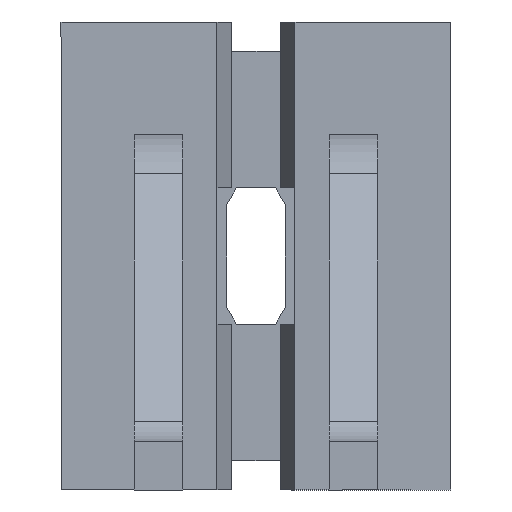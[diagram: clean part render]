
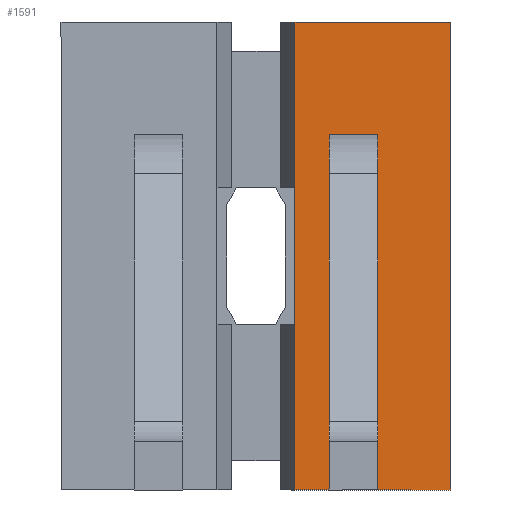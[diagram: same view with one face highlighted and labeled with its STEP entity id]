
A CAD part, front view. The second image highlights one B-rep face of the part: STEP entity #1591.
In plain terms, the highlighted face is planar.
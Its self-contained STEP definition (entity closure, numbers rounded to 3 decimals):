
#74 = VERTEX_POINT('',#75);
#75 = CARTESIAN_POINT('',(-0.508,3.048,-1.27));
#81 = EDGE_CURVE('',#74,#82,#84,.T.);
#82 = VERTEX_POINT('',#83);
#83 = CARTESIAN_POINT('',(-2.54,3.048,-1.27));
#84 = LINE('',#85,#86);
#85 = CARTESIAN_POINT('',(2.54,3.048,-1.27));
#86 = VECTOR('',#87,1.);
#87 = DIRECTION('',(-1.,0.,0.));
#804 = VERTEX_POINT('',#805);
#805 = CARTESIAN_POINT('',(-2.54,-3.048,-1.27));
#811 = EDGE_CURVE('',#804,#812,#814,.T.);
#812 = VERTEX_POINT('',#813);
#813 = CARTESIAN_POINT('',(-0.508,-3.048,-1.27));
#814 = LINE('',#815,#816);
#815 = CARTESIAN_POINT('',(-2.54,-3.048,-1.27));
#816 = VECTOR('',#817,1.);
#817 = DIRECTION('',(1.,0.,0.));
#1591 = ADVANCED_FACE('',(#1592,#1626,#1660),#1676,.F.);
#1592 = FACE_BOUND('',#1593,.T.);
#1593 = EDGE_LOOP('',(#1594,#1604,#1612,#1620));
#1594 = ORIENTED_EDGE('',*,*,#1595,.T.);
#1595 = EDGE_CURVE('',#1596,#1598,#1600,.T.);
#1596 = VERTEX_POINT('',#1597);
#1597 = CARTESIAN_POINT('',(-0.953,-0.953,-1.27));
#1598 = VERTEX_POINT('',#1599);
#1599 = CARTESIAN_POINT('',(-1.588,-0.953,-1.27));
#1600 = LINE('',#1601,#1602);
#1601 = CARTESIAN_POINT('',(-0.953,-0.953,-1.27));
#1602 = VECTOR('',#1603,1.);
#1603 = DIRECTION('',(-1.,0.,0.));
#1604 = ORIENTED_EDGE('',*,*,#1605,.T.);
#1605 = EDGE_CURVE('',#1598,#1606,#1608,.T.);
#1606 = VERTEX_POINT('',#1607);
#1607 = CARTESIAN_POINT('',(-1.588,-1.588,-1.27));
#1608 = LINE('',#1609,#1610);
#1609 = CARTESIAN_POINT('',(-1.588,-0.953,-1.27));
#1610 = VECTOR('',#1611,1.);
#1611 = DIRECTION('',(0.,-1.,0.));
#1612 = ORIENTED_EDGE('',*,*,#1613,.T.);
#1613 = EDGE_CURVE('',#1606,#1614,#1616,.T.);
#1614 = VERTEX_POINT('',#1615);
#1615 = CARTESIAN_POINT('',(-0.953,-1.588,-1.27));
#1616 = LINE('',#1617,#1618);
#1617 = CARTESIAN_POINT('',(-1.588,-1.588,-1.27));
#1618 = VECTOR('',#1619,1.);
#1619 = DIRECTION('',(1.,0.,0.));
#1620 = ORIENTED_EDGE('',*,*,#1621,.T.);
#1621 = EDGE_CURVE('',#1614,#1596,#1622,.T.);
#1622 = LINE('',#1623,#1624);
#1623 = CARTESIAN_POINT('',(-0.953,-1.588,-1.27));
#1624 = VECTOR('',#1625,1.);
#1625 = DIRECTION('',(0.,1.,0.));
#1626 = FACE_BOUND('',#1627,.T.);
#1627 = EDGE_LOOP('',(#1628,#1638,#1646,#1654));
#1628 = ORIENTED_EDGE('',*,*,#1629,.T.);
#1629 = EDGE_CURVE('',#1630,#1632,#1634,.T.);
#1630 = VERTEX_POINT('',#1631);
#1631 = CARTESIAN_POINT('',(-0.953,1.588,-1.27));
#1632 = VERTEX_POINT('',#1633);
#1633 = CARTESIAN_POINT('',(-1.588,1.588,-1.27));
#1634 = LINE('',#1635,#1636);
#1635 = CARTESIAN_POINT('',(-0.953,1.588,-1.27));
#1636 = VECTOR('',#1637,1.);
#1637 = DIRECTION('',(-1.,0.,0.));
#1638 = ORIENTED_EDGE('',*,*,#1639,.T.);
#1639 = EDGE_CURVE('',#1632,#1640,#1642,.T.);
#1640 = VERTEX_POINT('',#1641);
#1641 = CARTESIAN_POINT('',(-1.588,0.953,-1.27));
#1642 = LINE('',#1643,#1644);
#1643 = CARTESIAN_POINT('',(-1.588,1.588,-1.27));
#1644 = VECTOR('',#1645,1.);
#1645 = DIRECTION('',(0.,-1.,0.));
#1646 = ORIENTED_EDGE('',*,*,#1647,.T.);
#1647 = EDGE_CURVE('',#1640,#1648,#1650,.T.);
#1648 = VERTEX_POINT('',#1649);
#1649 = CARTESIAN_POINT('',(-0.953,0.953,-1.27));
#1650 = LINE('',#1651,#1652);
#1651 = CARTESIAN_POINT('',(-1.588,0.953,-1.27));
#1652 = VECTOR('',#1653,1.);
#1653 = DIRECTION('',(1.,0.,0.));
#1654 = ORIENTED_EDGE('',*,*,#1655,.T.);
#1655 = EDGE_CURVE('',#1648,#1630,#1656,.T.);
#1656 = LINE('',#1657,#1658);
#1657 = CARTESIAN_POINT('',(-0.953,0.953,-1.27));
#1658 = VECTOR('',#1659,1.);
#1659 = DIRECTION('',(0.,1.,0.));
#1660 = FACE_BOUND('',#1661,.T.);
#1661 = EDGE_LOOP('',(#1662,#1668,#1669,#1675));
#1662 = ORIENTED_EDGE('',*,*,#1663,.F.);
#1663 = EDGE_CURVE('',#812,#74,#1664,.T.);
#1664 = LINE('',#1665,#1666);
#1665 = CARTESIAN_POINT('',(-0.508,0.,-1.27));
#1666 = VECTOR('',#1667,1.);
#1667 = DIRECTION('',(0.,1.,0.));
#1668 = ORIENTED_EDGE('',*,*,#811,.F.);
#1669 = ORIENTED_EDGE('',*,*,#1670,.F.);
#1670 = EDGE_CURVE('',#82,#804,#1671,.T.);
#1671 = LINE('',#1672,#1673);
#1672 = CARTESIAN_POINT('',(-2.54,3.048,-1.27));
#1673 = VECTOR('',#1674,1.);
#1674 = DIRECTION('',(0.,-1.,0.));
#1675 = ORIENTED_EDGE('',*,*,#81,.F.);
#1676 = PLANE('',#1677);
#1677 = AXIS2_PLACEMENT_3D('',#1678,#1679,#1680);
#1678 = CARTESIAN_POINT('',(0.,0.,-1.27));
#1679 = DIRECTION('',(0.,0.,1.));
#1680 = DIRECTION('',(1.,0.,-0.));
